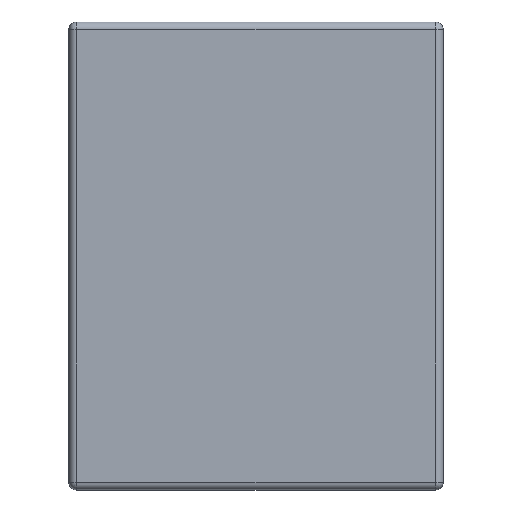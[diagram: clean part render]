
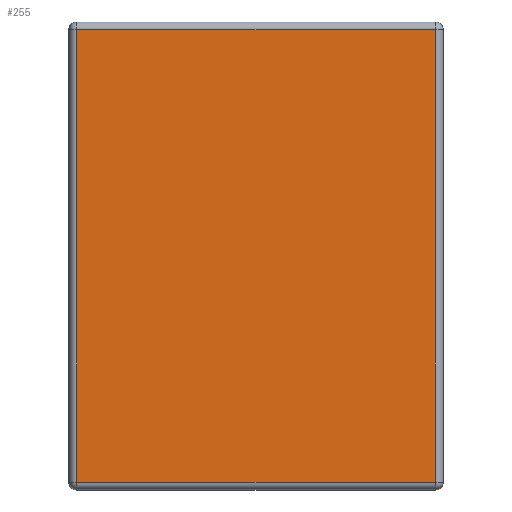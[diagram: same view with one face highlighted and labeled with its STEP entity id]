
A CAD part, top view. The second image highlights one B-rep face of the part: STEP entity #255.
In plain terms, the highlighted planar face has unit normal (0, 0, 1).
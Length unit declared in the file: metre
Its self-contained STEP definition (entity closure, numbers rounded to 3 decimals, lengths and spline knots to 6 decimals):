
#12=PLANE('',#294);
#22=LINE('',#410,#42);
#25=LINE('',#428,#45);
#26=LINE('',#430,#46);
#28=LINE('',#436,#48);
#42=VECTOR('',#321,1.);
#45=VECTOR('',#342,1.);
#46=VECTOR('',#345,1.);
#48=VECTOR('',#351,1.);
#80=ORIENTED_EDGE('',*,*,#144,.F.);
#81=ORIENTED_EDGE('',*,*,#148,.F.);
#82=ORIENTED_EDGE('',*,*,#145,.F.);
#83=ORIENTED_EDGE('',*,*,#135,.F.);
#135=EDGE_CURVE('',#170,#172,#22,.T.);
#144=EDGE_CURVE('',#177,#170,#25,.T.);
#145=EDGE_CURVE('',#172,#178,#26,.T.);
#148=EDGE_CURVE('',#178,#177,#28,.T.);
#170=VERTEX_POINT('',#408);
#172=VERTEX_POINT('',#411);
#177=VERTEX_POINT('',#427);
#178=VERTEX_POINT('',#431);
#211=EDGE_LOOP('',(#80,#81,#82,#83));
#229=FACE_BOUND('',#211,.T.);
#255=ADVANCED_FACE('',(#229),#12,.F.);
#294=AXIS2_PLACEMENT_3D('',#435,#349,#350);
#321=DIRECTION('',(-1.,0.,0.));
#342=DIRECTION('',(0.,-1.,0.));
#345=DIRECTION('',(0.,1.,0.));
#349=DIRECTION('',(0.,0.,-1.));
#350=DIRECTION('',(-1.,0.,0.));
#351=DIRECTION('',(1.,0.,0.));
#408=CARTESIAN_POINT('',(0.00575,-0.01025,0.0032));
#410=CARTESIAN_POINT('',(0.006,-0.01025,0.0032));
#411=CARTESIAN_POINT('',(-0.00575,-0.01025,0.0032));
#427=CARTESIAN_POINT('',(0.00575,0.00425,0.0032));
#428=CARTESIAN_POINT('',(0.00575,0.0045,0.0032));
#430=CARTESIAN_POINT('',(-0.00575,-0.0105,0.0032));
#431=CARTESIAN_POINT('',(-0.00575,0.00425,0.0032));
#435=CARTESIAN_POINT('',(0.,-0.003,0.0032));
#436=CARTESIAN_POINT('',(-0.006,0.00425,0.0032));
